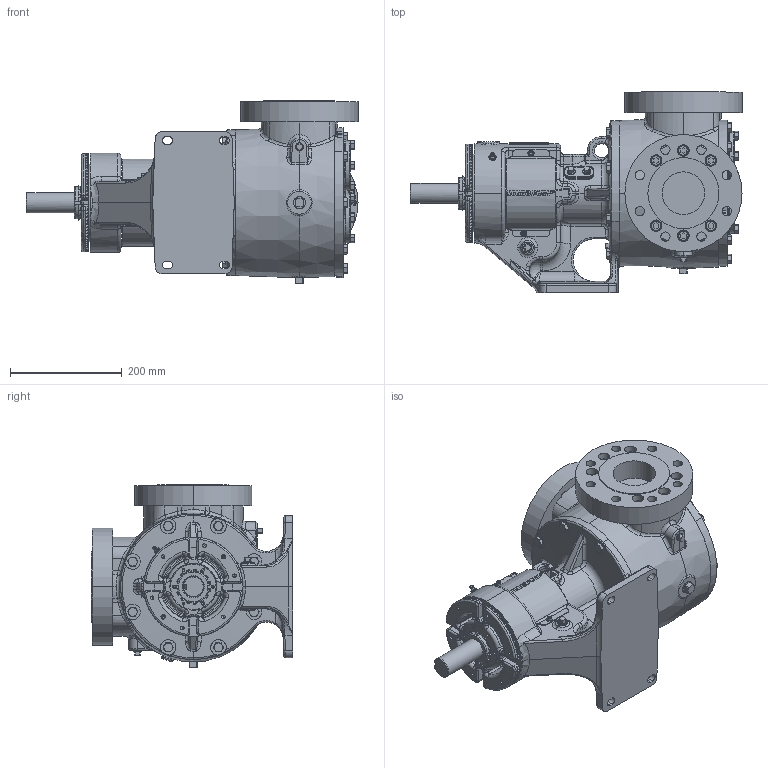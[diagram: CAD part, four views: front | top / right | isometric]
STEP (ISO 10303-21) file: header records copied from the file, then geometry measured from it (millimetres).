
FILE_DESCRIPTION (( 'STEP AP214' ), '1' );
FILE_NAME ('LV-4559.STEP', '2024-04-03T15:07:33', ( '' ), ( '' ), 'SwSTEP 2.0', 'SolidWorks 2022', '' );
FILE_SCHEMA (( 'AUTOMOTIVE_DESIGN' ));
Length unit declared in the file: inch
Products named in the file (1): LV-4559
Bounding box: 593.74 x 360.36 x 326.71 mm (x, y, z)
Volume: 18779354.8 mm3; surface area: 967607.6 mm2
Topology: 1 solids, 13 shells, 4762 faces, 12138 edges, 7590 vertices
Faces by surface type: plane 1592, bspline 1341, cylinder 982, cone 682, torus 109, sphere 56
Entity records: 269540 total; most frequent: CARTESIAN_POINT 103140, ORIENTED_EDGE 24110, DIRECTION 18129, EDGE_CURVE 12055, VERTEX_POINT 7587, AXIS2_PLACEMENT_3D 6670, EDGE_LOOP 5108, LINE 4789
